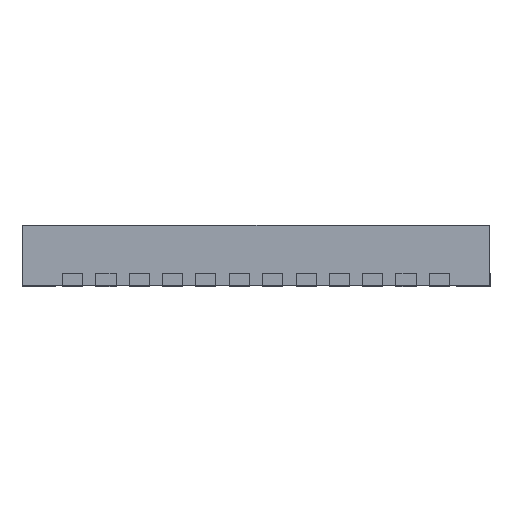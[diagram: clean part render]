
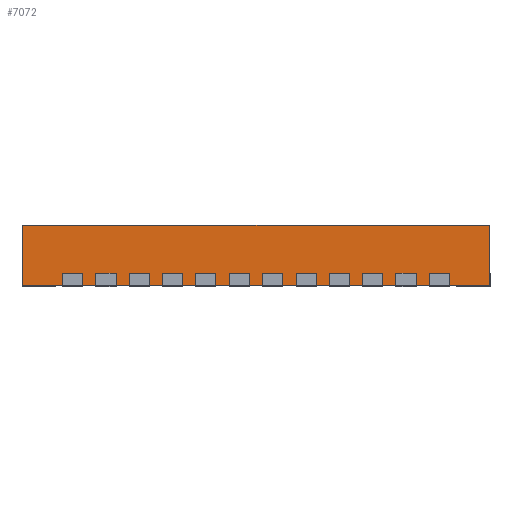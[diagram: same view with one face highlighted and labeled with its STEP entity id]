
A CAD part, left-side view. The second image highlights one B-rep face of the part: STEP entity #7072.
In plain terms, the highlighted planar face has unit normal (-1, 0, 0).
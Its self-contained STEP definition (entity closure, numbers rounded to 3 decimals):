
#520=PLANE('',#8100);
#968=FACE_OUTER_BOUND('',#1412,.T.);
#1412=EDGE_LOOP('',(#5271,#5272,#5273,#5274));
#1851=LINE('',#10444,#2711);
#1884=LINE('',#10680,#2744);
#1922=LINE('',#11041,#2782);
#1924=LINE('',#11044,#2784);
#2711=VECTOR('',#8602,1.);
#2744=VECTOR('',#8637,1.);
#2782=VECTOR('',#8677,1.);
#2784=VECTOR('',#8681,1.);
#3572=VERTEX_POINT('',#10438);
#3574=VERTEX_POINT('',#10442);
#3617=VERTEX_POINT('',#10677);
#3618=VERTEX_POINT('',#10679);
#4211=EDGE_CURVE('',#3572,#3574,#1851,.T.);
#4254=EDGE_CURVE('',#3617,#3618,#1884,.T.);
#4311=EDGE_CURVE('',#3617,#3572,#1922,.T.);
#4313=EDGE_CURVE('',#3618,#3574,#1924,.T.);
#5271=ORIENTED_EDGE('',*,*,#4211,.T.);
#5272=ORIENTED_EDGE('',*,*,#4313,.F.);
#5273=ORIENTED_EDGE('',*,*,#4254,.F.);
#5274=ORIENTED_EDGE('',*,*,#4311,.T.);
#7072=ADVANCED_FACE('',(#968),#520,.F.);
#8100=AXIS2_PLACEMENT_3D('',#11043,#8679,#8680);
#8602=DIRECTION('',(0.,-1.,0.));
#8637=DIRECTION('',(0.,-1.,0.));
#8677=DIRECTION('',(0.,0.,-1.));
#8679=DIRECTION('center_axis',(1.,0.,0.));
#8680=DIRECTION('ref_axis',(0.,0.,-1.));
#8681=DIRECTION('',(0.,0.,-1.));
#10438=CARTESIAN_POINT('',(-3.49,3.49,0.02));
#10442=CARTESIAN_POINT('',(-3.49,-3.49,0.02));
#10444=CARTESIAN_POINT('',(-3.49,-3.49,0.02));
#10677=CARTESIAN_POINT('',(-3.49,3.49,0.917));
#10679=CARTESIAN_POINT('',(-3.49,-3.49,0.917));
#10680=CARTESIAN_POINT('',(-3.49,-3.49,0.917));
#11041=CARTESIAN_POINT('',(-3.49,3.49,0.917));
#11043=CARTESIAN_POINT('Origin',(-3.49,-3.49,0.917));
#11044=CARTESIAN_POINT('',(-3.49,-3.49,0.917));
